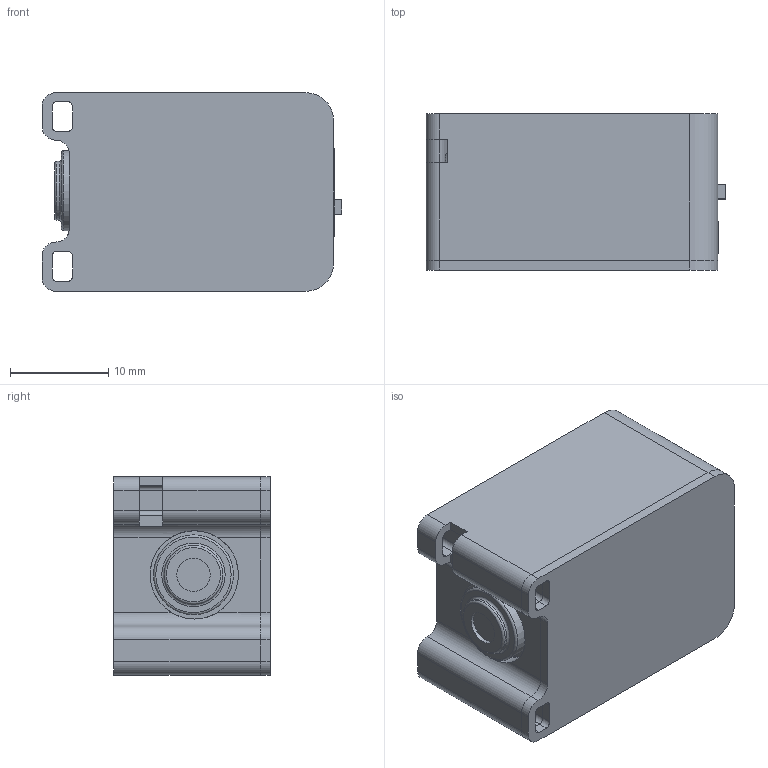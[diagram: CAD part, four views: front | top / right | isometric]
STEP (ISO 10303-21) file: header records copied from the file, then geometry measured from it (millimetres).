
FILE_DESCRIPTION(/* description */ (''),/* implementation_level */ '2;1');
FILE_NAME(/* name */ 'TEMP v3.step',/* time_stamp */ '2024-06-26T08:05:22+05:30',/* author */ (''),/* organization */ (''),/* preprocessor_version */ 'ST-DEVELOPER v20',/* originating_system */ 'Autodesk Translation Framework v13.14.0.145',/* authorisation */ '');
FILE_SCHEMA (('AUTOMOTIVE_DESIGN { 1 0 10303 214 3 1 1 }'));
Length unit declared in the file: millimetre
Products named in the file (40): TEMP; laser v12; Seeed Studio XIAO ESP32C6 v1; XIAO-ESP32S3 v2 v1; Seeed Studio XIAO-ESP32-S3 (Sense); USB TYPE C PORT; USB TYPE C PORT (1); BOSS-EXTRUDE14_8_; BOSS-EXTRUDE7_4_; BOSS-EXTRUDE7_3_; BOSS-EXTRUDE14_4_; BOSS-EXTRUDE14_2_; BOSS-EXTRUDE14_11_; BOSS-EXTRUDE7_7_; BOSS-EXTRUDE14_9_; BOSS-EXTRUDE14_3_; BOSS-EXTRUDE14_7_; MIRROR2; BOSS-EXTRUDE14_5_; BOSS-EXTRUDE14_12_; BOSS-EXTRUDE7_8_; BOSS-EXTRUDE7_1_; BOSS-EXTRUDE14_10_; BOSS-EXTRUDE7_9_; BOSS-EXTRUDE14_6_; CHAMFER9; BOSS-EXTRUDE14_1_; BOSS-EXTRUDE7_6_; BOSS-EXTRUDE7_2_; CUT-EXTRUDE5; BOSS-EXTRUDE7_5_; Shield; U.FL-R-SMT-1_10_ v1; SKTAAAE010 v1; 0.49 inch oled v2; JST - GH - SMD (R) - 4Pin - 1.25mm v1; battrey; 4*8mm switchs v1; main body; GY-906 X
Assembly tree (40 placements, depth 8):
  TEMP
    laser v12
      Seeed Studio XIAO ESP32C6 v1
        XIAO-ESP32S3 v2 v1
          Seeed Studio XIAO-ESP32-S3 (Sense)
            USB TYPE C PORT
              USB TYPE C PORT (1)
                BOSS-EXTRUDE14_8_
                BOSS-EXTRUDE7_4_
                BOSS-EXTRUDE7_3_
                BOSS-EXTRUDE14_4_
                BOSS-EXTRUDE14_2_
                BOSS-EXTRUDE14_11_
                BOSS-EXTRUDE7_7_
                BOSS-EXTRUDE14_9_
                BOSS-EXTRUDE14_3_
                BOSS-EXTRUDE14_7_
                MIRROR2
                BOSS-EXTRUDE14_5_
                BOSS-EXTRUDE14_12_
                BOSS-EXTRUDE7_8_
                BOSS-EXTRUDE7_1_
                BOSS-EXTRUDE14_10_
                BOSS-EXTRUDE7_9_
                BOSS-EXTRUDE14_6_
                CHAMFER9
                BOSS-EXTRUDE14_1_
                BOSS-EXTRUDE7_6_
                BOSS-EXTRUDE7_2_
                CUT-EXTRUDE5
                BOSS-EXTRUDE7_5_
            Shield
            SKTAAAE010 v1  x2
            U.FL-R-SMT-1_10_ v1
      0.49 inch oled v2
        JST - GH - SMD (R) - 4Pin - 1.25mm v1
      battrey
      4*8mm switchs v1
      main body
    GY-906 X
Bounding box: 30.56 x 15.97 x 20.23 mm (x, y, z)
Volume: 5231 mm3; surface area: 9247 mm2
Topology: 39 solids, 64 shells, 1489 faces, 3852 edges, 2517 vertices
Faces by surface type: plane 1032, cylinder 294, bspline 133, torus 15, cone 9, sphere 6
Full cylindrical faces by diameter (mm): 0.5 x3, 0.6 x2, 0.75 x14, 1 x4, 1.524 x8, 1.72 x1, 1.86 x1, 2 x2, 3.2 x2, 3.4 x1, 6 x1, 8.15 x1, 9 x1, 9.23 x1
Entity records: 47891 total; most frequent: CARTESIAN_POINT 10264, ORIENTED_EDGE 7700, DIRECTION 7137, EDGE_CURVE 3850, LINE 2943, VECTOR 2943, VERTEX_POINT 2517, AXIS2_PLACEMENT_3D 2097
